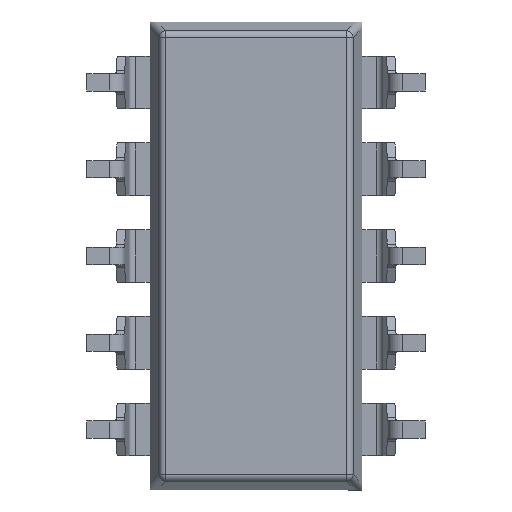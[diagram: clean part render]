
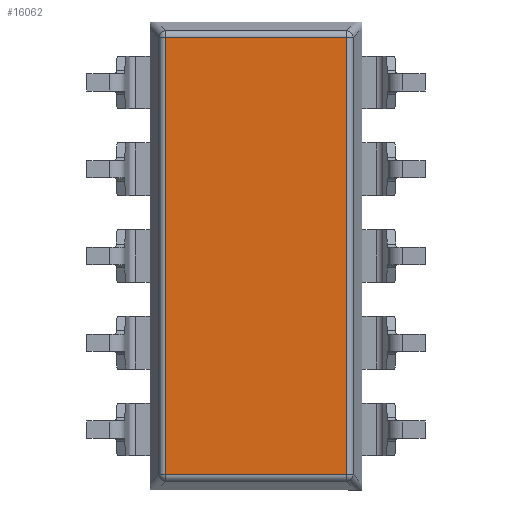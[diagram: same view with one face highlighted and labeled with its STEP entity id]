
A CAD part, front view. The second image highlights one B-rep face of the part: STEP entity #16062.
In plain terms, the highlighted planar face has unit normal (0, -1, 0).
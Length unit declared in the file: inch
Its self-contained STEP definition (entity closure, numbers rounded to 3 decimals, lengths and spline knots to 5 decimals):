
#548 = VECTOR ( 'NONE', #10994, 39.37008 ) ;
#1333 = DIRECTION ( 'NONE',  ( 0., 0., 1. ) ) ;
#2665 = PLANE ( 'NONE',  #15598 ) ;
#3391 = LINE ( 'NONE', #15243, #548 ) ;
#3444 = LINE ( 'NONE', #6623, #9183 ) ;
#4972 = CARTESIAN_POINT ( 'NONE',  ( 0.24905, -0.00421, -0.00556 ) ) ;
#4991 = VERTEX_POINT ( 'NONE', #17463 ) ;
#5750 = CARTESIAN_POINT ( 'NONE',  ( 0.24612, -0.00421, -0.40758 ) ) ;
#5848 = ORIENTED_EDGE ( 'NONE', *, *, #13168, .T. ) ;
#6623 = CARTESIAN_POINT ( 'NONE',  ( 0.45781, -0.00421, -0.00556 ) ) ;
#7177 = LINE ( 'NONE', #19298, #15375 ) ;
#7893 = CARTESIAN_POINT ( 'NONE',  ( 0.45781, -0.00421, -0.50959 ) ) ;
#9183 = VECTOR ( 'NONE', #9464, 39.37008 ) ;
#9415 = VERTEX_POINT ( 'NONE', #4972 ) ;
#9464 = DIRECTION ( 'NONE',  ( -1., 0., 0. ) ) ;
#10137 = DIRECTION ( 'NONE',  ( 0., 0., -1. ) ) ;
#10304 = EDGE_CURVE ( 'NONE', #11577, #4991, #3391, .T. ) ;
#10994 = DIRECTION ( 'NONE',  ( -1., 0., 0. ) ) ;
#11318 = EDGE_LOOP ( 'NONE', ( #16222, #11839, #15938, #5848 ) ) ;
#11577 = VERTEX_POINT ( 'NONE', #7893 ) ;
#11839 = ORIENTED_EDGE ( 'NONE', *, *, #10304, .F. ) ;
#11841 = EDGE_CURVE ( 'NONE', #11577, #14928, #18791, .T. ) ;
#11938 = FACE_OUTER_BOUND ( 'NONE', #11318, .T. ) ;
#13168 = EDGE_CURVE ( 'NONE', #14928, #9415, #3444, .T. ) ;
#14809 = DIRECTION ( 'NONE',  ( 0., 0., 1. ) ) ;
#14928 = VERTEX_POINT ( 'NONE', #14950 ) ;
#14950 = CARTESIAN_POINT ( 'NONE',  ( 0.45781, -0.00421, -0.00556 ) ) ;
#15243 = CARTESIAN_POINT ( 'NONE',  ( 0.45781, -0.00421, -0.50959 ) ) ;
#15375 = VECTOR ( 'NONE', #10137, 39.37008 ) ;
#15598 = AXIS2_PLACEMENT_3D ( 'NONE', #5750, #16479, #14809 ) ;
#15938 = ORIENTED_EDGE ( 'NONE', *, *, #11841, .T. ) ;
#16062 = ADVANCED_FACE ( 'NONE', ( #11938 ), #2665, .F. ) ;
#16222 = ORIENTED_EDGE ( 'NONE', *, *, #18269, .T. ) ;
#16349 = VECTOR ( 'NONE', #1333, 39.37008 ) ;
#16479 = DIRECTION ( 'NONE',  ( 0., 1., 0. ) ) ;
#16513 = CARTESIAN_POINT ( 'NONE',  ( 0.45781, -0.00421, -0.20959 ) ) ;
#17463 = CARTESIAN_POINT ( 'NONE',  ( 0.24905, -0.00421, -0.50959 ) ) ;
#18269 = EDGE_CURVE ( 'NONE', #9415, #4991, #7177, .T. ) ;
#18791 = LINE ( 'NONE', #16513, #16349 ) ;
#19298 = CARTESIAN_POINT ( 'NONE',  ( 0.24905, -0.00421, -0.00556 ) ) ;
